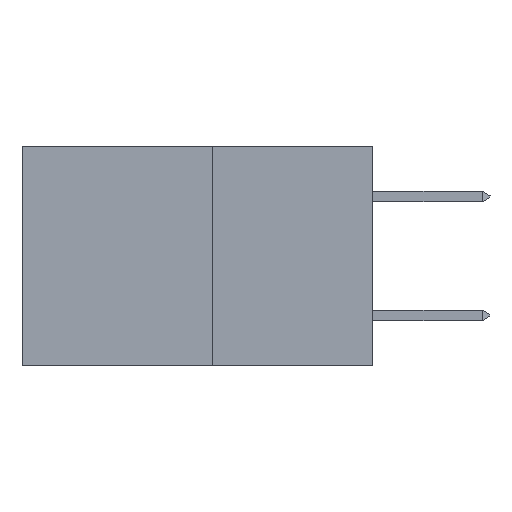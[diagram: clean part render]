
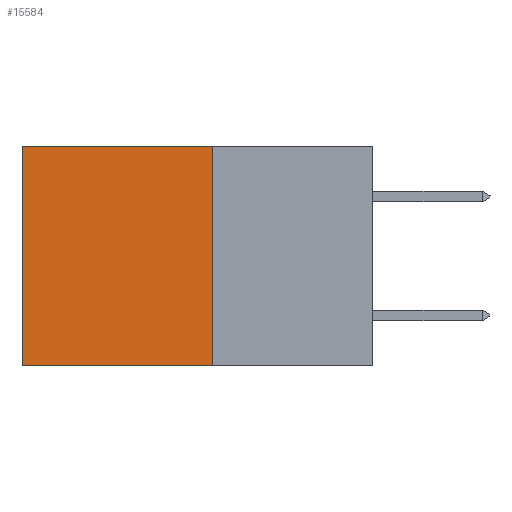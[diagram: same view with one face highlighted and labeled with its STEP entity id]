
A CAD part, left-side view. The second image highlights one B-rep face of the part: STEP entity #15584.
In plain terms, the highlighted planar face has unit normal (-1, 0, 0).
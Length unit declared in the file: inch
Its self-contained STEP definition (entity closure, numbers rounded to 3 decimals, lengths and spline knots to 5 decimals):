
#717 = LINE ( 'NONE', #5089, #6766 ) ;
#1180 = VECTOR ( 'NONE', #2589, 39.37008 ) ;
#1522 = EDGE_CURVE ( 'NONE', #25111, #23715, #27399, .T. ) ;
#1781 = DIRECTION ( 'NONE',  ( 0., 0., -1. ) ) ;
#2004 = LINE ( 'NONE', #17594, #25410 ) ;
#2464 = CARTESIAN_POINT ( 'NONE',  ( 0.277, 0.59, -0.37 ) ) ;
#2493 = CARTESIAN_POINT ( 'NONE',  ( 0.277, 0.27, 0. ) ) ;
#2538 = AXIS2_PLACEMENT_3D ( 'NONE', #4373, #20252, #6644 ) ;
#2589 = DIRECTION ( 'NONE',  ( 0., 0., -1. ) ) ;
#4044 = VECTOR ( 'NONE', #1781, 39.37008 ) ;
#4373 = CARTESIAN_POINT ( 'NONE',  ( 0.277, 0.27, -0.37 ) ) ;
#5089 = CARTESIAN_POINT ( 'NONE',  ( 0.277, 0.27, 0. ) ) ;
#5824 = EDGE_CURVE ( 'NONE', #21527, #23715, #2004, .T. ) ;
#6242 = DIRECTION ( 'NONE',  ( 0., 1., 0. ) ) ;
#6644 = DIRECTION ( 'NONE',  ( 0., 0., -1. ) ) ;
#6766 = VECTOR ( 'NONE', #20965, 39.37008 ) ;
#7937 = LINE ( 'NONE', #11625, #1180 ) ;
#8085 = EDGE_CURVE ( 'NONE', #22668, #21527, #7937, .T. ) ;
#8546 = CARTESIAN_POINT ( 'NONE',  ( 0.277, 0.27, -0.37 ) ) ;
#11125 = PLANE ( 'NONE',  #2538 ) ;
#11625 = CARTESIAN_POINT ( 'NONE',  ( 0.277, 0.27, -0.37 ) ) ;
#11779 = EDGE_LOOP ( 'NONE', ( #17553, #28969, #12212, #19129 ) ) ;
#12212 = ORIENTED_EDGE ( 'NONE', *, *, #8085, .F. ) ;
#15584 = ADVANCED_FACE ( 'NONE', ( #21436 ), #11125, .F. ) ;
#17553 = ORIENTED_EDGE ( 'NONE', *, *, #1522, .T. ) ;
#17594 = CARTESIAN_POINT ( 'NONE',  ( 0.277, 0.27, -0.37 ) ) ;
#17662 = CARTESIAN_POINT ( 'NONE',  ( 0.277, 0.59, -0.37 ) ) ;
#19129 = ORIENTED_EDGE ( 'NONE', *, *, #22745, .T. ) ;
#20053 = CARTESIAN_POINT ( 'NONE',  ( 0.277, 0.59, 0. ) ) ;
#20252 = DIRECTION ( 'NONE',  ( 1., 0., 0. ) ) ;
#20965 = DIRECTION ( 'NONE',  ( 0., 1., 0. ) ) ;
#21436 = FACE_OUTER_BOUND ( 'NONE', #11779, .T. ) ;
#21527 = VERTEX_POINT ( 'NONE', #8546 ) ;
#22668 = VERTEX_POINT ( 'NONE', #2493 ) ;
#22745 = EDGE_CURVE ( 'NONE', #22668, #25111, #717, .T. ) ;
#23715 = VERTEX_POINT ( 'NONE', #17662 ) ;
#25111 = VERTEX_POINT ( 'NONE', #20053 ) ;
#25410 = VECTOR ( 'NONE', #6242, 39.37008 ) ;
#27399 = LINE ( 'NONE', #2464, #4044 ) ;
#28969 = ORIENTED_EDGE ( 'NONE', *, *, #5824, .F. ) ;
